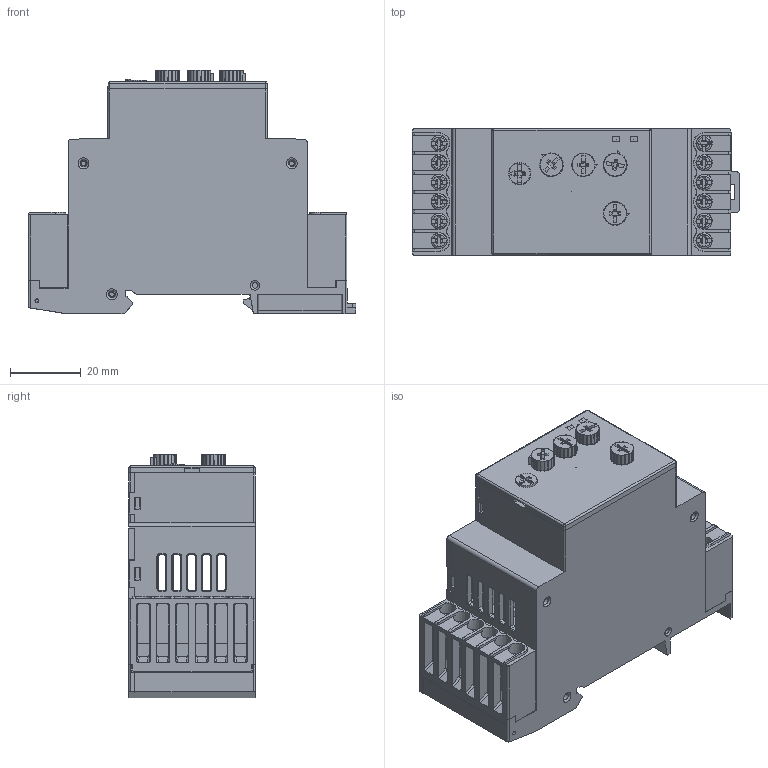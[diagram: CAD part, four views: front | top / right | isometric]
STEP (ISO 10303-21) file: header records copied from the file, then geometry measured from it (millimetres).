
FILE_DESCRIPTION(/* description */ ('Unknown'),/* implementation_level */ '2;1');
FILE_NAME(/* name */ 'HIL_2M ASSEMBLY VMR',/* time_stamp */ '2025-01-28T14:24:46+06:00',/* author */ ('Unknown'),/* organization */ ('Unknown'),/* preprocessor_version */ 'ST-DEVELOPER v18.104',/* originating_system */ 'Solid Edge',/* authorisation */ 'Unknown');
FILE_SCHEMA (('AUTOMOTIVE_DESIGN {1 0 10303 214 3 1 1}'));
Products named in the file (1): HIL_2M ASSEMBLY  VMR2
Bounding box: 92.49 x 35.7 x 68.8 mm (x, y, z)
Volume: 41117.7 mm3; surface area: 61238.3 mm2
Topology: 37 solids, 37 shells, 3734 faces, 9974 edges, 6360 vertices
Faces by surface type: plane 2367, cylinder 655, cone 426, torus 138, sphere 100, bspline 48
Full cylindrical faces by diameter (mm): 0.01 x2, 0.05 x1, 1.35 x4, 1.5 x5, 1.7 x1, 2 x1, 2.4 x12, 2.5 x1, 3.2 x12, 4.5 x12, 6.3 x1
Entity records: 132974 total; most frequent: CARTESIAN_POINT 37704, ORIENTED_EDGE 19358, DIRECTION 17906, EDGE_CURVE 9679, LINE 6276, VECTOR 6276, VERTEX_POINT 6273, AXIS2_PLACEMENT_3D 5815
